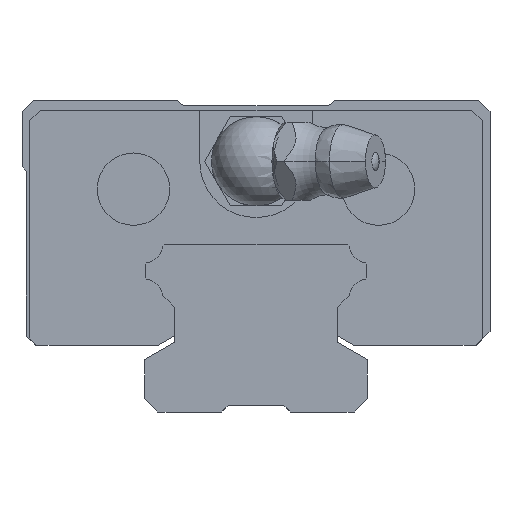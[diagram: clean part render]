
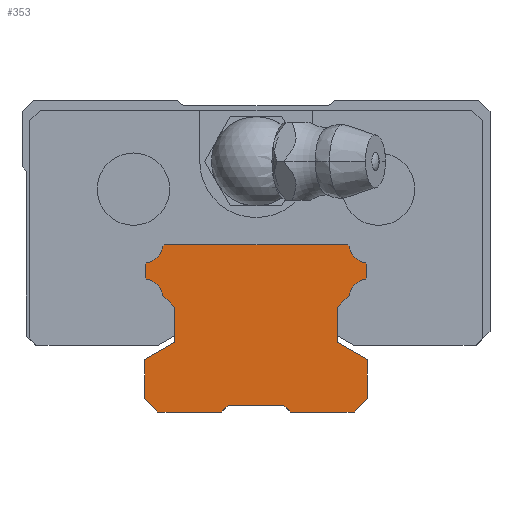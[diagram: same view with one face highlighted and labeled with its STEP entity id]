
A CAD part, front view. The second image highlights one B-rep face of the part: STEP entity #353.
In plain terms, the highlighted planar face has unit normal (0, -1, 0).
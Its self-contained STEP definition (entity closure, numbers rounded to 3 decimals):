
#353=ADVANCED_FACE('',(#748),#749,.T.);
#748=FACE_OUTER_BOUND('',#1220,.T.);
#749=PLANE('',#1221);
#1220=EDGE_LOOP('',(#2684,#2685,#2686,#2687,#2688,#2689,#2690,#2691,#2692,#2693,#2694,#2695,#2696,#2697,#2698,#2699,#2700,#2701,#2702,#2703,#2704,#2705,#2706,#2707,#2708,#2709,#2710,#2711));
#1221=AXIS2_PLACEMENT_3D('',#2712,#2713,#2714);
#2684=ORIENTED_EDGE('',*,*,#3243,.T.);
#2685=ORIENTED_EDGE('',*,*,#3280,.T.);
#2686=ORIENTED_EDGE('',*,*,#3237,.T.);
#2687=ORIENTED_EDGE('',*,*,#3278,.T.);
#2688=ORIENTED_EDGE('',*,*,#3203,.F.);
#2689=ORIENTED_EDGE('',*,*,#3301,.F.);
#2690=ORIENTED_EDGE('',*,*,#3306,.T.);
#2691=ORIENTED_EDGE('',*,*,#3270,.T.);
#2692=ORIENTED_EDGE('',*,*,#3252,.T.);
#2693=ORIENTED_EDGE('',*,*,#3299,.F.);
#2694=ORIENTED_EDGE('',*,*,#3292,.T.);
#2695=ORIENTED_EDGE('',*,*,#3227,.F.);
#2696=ORIENTED_EDGE('',*,*,#3307,.F.);
#2697=ORIENTED_EDGE('',*,*,#3223,.F.);
#2698=ORIENTED_EDGE('',*,*,#3308,.F.);
#2699=ORIENTED_EDGE('',*,*,#3289,.F.);
#2700=ORIENTED_EDGE('',*,*,#3272,.F.);
#2701=ORIENTED_EDGE('',*,*,#3296,.F.);
#2702=ORIENTED_EDGE('',*,*,#3309,.T.);
#2703=ORIENTED_EDGE('',*,*,#3231,.F.);
#2704=ORIENTED_EDGE('',*,*,#3310,.T.);
#2705=ORIENTED_EDGE('',*,*,#3211,.F.);
#2706=ORIENTED_EDGE('',*,*,#3282,.F.);
#2707=ORIENTED_EDGE('',*,*,#3207,.F.);
#2708=ORIENTED_EDGE('',*,*,#3304,.F.);
#2709=ORIENTED_EDGE('',*,*,#3286,.T.);
#2710=ORIENTED_EDGE('',*,*,#3219,.T.);
#2711=ORIENTED_EDGE('',*,*,#3311,.F.);
#2712=CARTESIAN_POINT('',(10.145,-110.0,14.545));
#2713=DIRECTION('',(0.0,-1.0,0.0));
#2714=DIRECTION('',(0.0,0.0,-1.0));
#3203=EDGE_CURVE('',#3971,#3972,#3973,.T.);
#3207=EDGE_CURVE('',#3979,#3980,#3981,.T.);
#3211=EDGE_CURVE('',#3987,#3988,#3989,.T.);
#3219=EDGE_CURVE('',#3999,#4000,#4001,.T.);
#3223=EDGE_CURVE('',#4007,#4008,#4009,.T.);
#3227=EDGE_CURVE('',#4015,#4016,#4017,.T.);
#3231=EDGE_CURVE('',#4023,#4024,#4025,.T.);
#3237=EDGE_CURVE('',#4033,#4034,#4035,.T.);
#3243=EDGE_CURVE('',#4046,#4044,#4047,.T.);
#3252=EDGE_CURVE('',#4062,#4060,#4063,.T.);
#3270=EDGE_CURVE('',#4086,#4062,#4087,.T.);
#3272=EDGE_CURVE('',#4089,#4090,#4091,.T.);
#3278=EDGE_CURVE('',#4034,#3972,#4100,.T.);
#3280=EDGE_CURVE('',#4044,#4033,#4102,.T.);
#3282=EDGE_CURVE('',#3980,#3987,#4104,.T.);
#3286=EDGE_CURVE('',#4108,#3999,#4109,.T.);
#3289=EDGE_CURVE('',#4090,#4113,#4114,.T.);
#3292=EDGE_CURVE('',#4118,#4016,#4119,.T.);
#3296=EDGE_CURVE('',#4124,#4089,#4125,.T.);
#3299=EDGE_CURVE('',#4118,#4060,#4129,.T.);
#3301=EDGE_CURVE('',#4131,#3971,#4132,.T.);
#3304=EDGE_CURVE('',#4108,#3979,#4136,.T.);
#3306=EDGE_CURVE('',#4131,#4086,#4138,.T.);
#3307=EDGE_CURVE('',#4008,#4015,#4139,.T.);
#3308=EDGE_CURVE('',#4113,#4007,#4140,.T.);
#3309=EDGE_CURVE('',#4124,#4024,#4141,.T.);
#3310=EDGE_CURVE('',#4023,#3988,#4142,.T.);
#3311=EDGE_CURVE('',#4046,#4000,#4143,.T.);
#3971=VERTEX_POINT('',#5217);
#3972=VERTEX_POINT('',#5218);
#3973=LINE('',#5219,#5220);
#3979=VERTEX_POINT('',#5229);
#3980=VERTEX_POINT('',#5230);
#3981=CIRCLE('',#5231,1.8);
#3987=VERTEX_POINT('',#5239);
#3988=VERTEX_POINT('',#5240);
#3989=LINE('',#5241,#5242);
#3999=VERTEX_POINT('',#5255);
#4000=VERTEX_POINT('',#5256);
#4001=LINE('',#5257,#5258);
#4007=VERTEX_POINT('',#5267);
#4008=VERTEX_POINT('',#5268);
#4009=LINE('',#5269,#5270);
#4015=VERTEX_POINT('',#5279);
#4016=VERTEX_POINT('',#5280);
#4017=LINE('',#5281,#5282);
#4023=VERTEX_POINT('',#5291);
#4024=VERTEX_POINT('',#5292);
#4025=CIRCLE('',#5293,1.8);
#4033=VERTEX_POINT('',#5303);
#4034=VERTEX_POINT('',#5304);
#4035=LINE('',#5305,#5306);
#4044=VERTEX_POINT('',#5319);
#4046=VERTEX_POINT('',#5322);
#4047=LINE('',#5323,#5324);
#4060=VERTEX_POINT('',#5342);
#4062=VERTEX_POINT('',#5345);
#4063=LINE('',#5346,#5347);
#4086=VERTEX_POINT('',#5375);
#4087=LINE('',#5376,#5377);
#4089=VERTEX_POINT('',#5380);
#4090=VERTEX_POINT('',#5381);
#4091=LINE('',#5382,#5383);
#4100=LINE('',#5395,#5396);
#4102=LINE('',#5399,#5400);
#4104=LINE('',#5403,#5404);
#4108=VERTEX_POINT('',#5410);
#4109=LINE('',#5411,#5412);
#4113=VERTEX_POINT('',#5418);
#4114=CIRCLE('',#5419,1.8);
#4118=VERTEX_POINT('',#5424);
#4119=LINE('',#5425,#5426);
#4124=VERTEX_POINT('',#5434);
#4125=LINE('',#5435,#5436);
#4129=LINE('',#5442,#5443);
#4131=VERTEX_POINT('',#5446);
#4132=LINE('',#5447,#5448);
#4136=LINE('',#5454,#5455);
#4138=LINE('',#5458,#5459);
#4139=LINE('',#5460,#5461);
#4140=LINE('',#5462,#5463);
#4141=LINE('',#5464,#5465);
#4142=LINE('',#5466,#5467);
#4143=CIRCLE('',#5468,1.8);
#5217=CARTESIAN_POINT('',(-8.8,-110.0,-0.6));
#5218=CARTESIAN_POINT('',(-10.0,-110.0,0.6));
#5219=CARTESIAN_POINT('',(-8.8,-110.0,-0.6));
#5220=VECTOR('',#6082,1000.0);
#5229=CARTESIAN_POINT('',(-9.832,-110.0,12.772));
#5230=CARTESIAN_POINT('',(-8.372,-110.0,14.232));
#5231=AXIS2_PLACEMENT_3D('',#6086,#6087,#6088);
#5239=CARTESIAN_POINT('',(-8.204,-110.0,14.4));
#5240=CARTESIAN_POINT('',(8.204,-110.0,14.4));
#5241=CARTESIAN_POINT('',(10.145,-110.0,14.4));
#5242=VECTOR('',#6094,1000.0);
#5255=CARTESIAN_POINT('',(-9.93,-110.0,11.426));
#5256=CARTESIAN_POINT('',(-9.832,-110.0,11.328));
#5257=CARTESIAN_POINT('',(-9.93,-110.0,11.426));
#5258=VECTOR('',#6110,1000.0);
#5267=CARTESIAN_POINT('',(7.3,-110.0,8.796));
#5268=CARTESIAN_POINT('',(7.3,-110.0,5.659));
#5269=CARTESIAN_POINT('',(7.3,-110.0,6.236));
#5270=VECTOR('',#6114,1000.0);
#5279=CARTESIAN_POINT('',(10.0,-110.0,4.1));
#5280=CARTESIAN_POINT('',(10.0,-110.0,0.6));
#5281=CARTESIAN_POINT('',(10.0,-110.0,4.1));
#5282=VECTOR('',#6118,1000.0);
#5291=CARTESIAN_POINT('',(8.372,-110.0,14.232));
#5292=CARTESIAN_POINT('',(9.832,-110.0,12.772));
#5293=AXIS2_PLACEMENT_3D('',#6122,#6123,#6124);
#5303=CARTESIAN_POINT('',(-7.3,-110.0,5.659));
#5304=CARTESIAN_POINT('',(-10.0,-110.0,4.1));
#5305=CARTESIAN_POINT('',(-7.3,-110.0,5.659));
#5306=VECTOR('',#6136,1000.0);
#5319=CARTESIAN_POINT('',(-7.3,-110.0,8.796));
#5322=CARTESIAN_POINT('',(-8.372,-110.0,9.868));
#5323=CARTESIAN_POINT('',(-8.372,-110.0,9.868));
#5324=VECTOR('',#6142,1000.0);
#5342=CARTESIAN_POINT('',(3.1,-110.0,-0.6));
#5345=CARTESIAN_POINT('',(2.5,-110.0,0.0));
#5346=CARTESIAN_POINT('',(2.5,-110.0,0.0));
#5347=VECTOR('',#6155,1000.0);
#5375=CARTESIAN_POINT('',(-2.5,-110.0,0.0));
#5376=CARTESIAN_POINT('',(-2.5,-110.0,0.0));
#5377=VECTOR('',#6197,1000.0);
#5380=CARTESIAN_POINT('',(9.93,-110.0,11.426));
#5381=CARTESIAN_POINT('',(9.832,-110.0,11.328));
#5382=CARTESIAN_POINT('',(9.93,-110.0,11.426));
#5383=VECTOR('',#6199,1000.0);
#5395=CARTESIAN_POINT('',(-10.0,-110.0,4.1));
#5396=VECTOR('',#6209,1000.0);
#5399=CARTESIAN_POINT('',(-7.3,-110.0,6.236));
#5400=VECTOR('',#6211,1000.0);
#5403=CARTESIAN_POINT('',(-8.372,-110.0,14.232));
#5404=VECTOR('',#6213,1000.0);
#5410=CARTESIAN_POINT('',(-9.93,-110.0,12.674));
#5411=CARTESIAN_POINT('',(-9.93,-110.0,12.674));
#5412=VECTOR('',#6219,1000.0);
#5418=CARTESIAN_POINT('',(8.372,-110.0,9.868));
#5419=AXIS2_PLACEMENT_3D('',#6222,#6223,#6224);
#5424=CARTESIAN_POINT('',(8.8,-110.0,-0.6));
#5425=CARTESIAN_POINT('',(8.8,-110.0,-0.6));
#5426=VECTOR('',#6229,1000.0);
#5434=CARTESIAN_POINT('',(9.93,-110.0,12.674));
#5435=CARTESIAN_POINT('',(9.93,-110.0,12.674));
#5436=VECTOR('',#6233,1000.0);
#5442=CARTESIAN_POINT('',(8.8,-110.0,-0.6));
#5443=VECTOR('',#6236,1000.0);
#5446=CARTESIAN_POINT('',(-3.1,-110.0,-0.6));
#5447=CARTESIAN_POINT('',(-3.1,-110.0,-0.6));
#5448=VECTOR('',#6238,1000.0);
#5454=CARTESIAN_POINT('',(-9.93,-110.0,12.674));
#5455=VECTOR('',#6241,1000.0);
#5458=CARTESIAN_POINT('',(-3.1,-110.0,-0.6));
#5459=VECTOR('',#6243,1000.0);
#5460=CARTESIAN_POINT('',(7.3,-110.0,5.659));
#5461=VECTOR('',#6244,1000.0);
#5462=CARTESIAN_POINT('',(8.372,-110.0,9.868));
#5463=VECTOR('',#6245,1000.0);
#5464=CARTESIAN_POINT('',(9.93,-110.0,12.674));
#5465=VECTOR('',#6246,1000.0);
#5466=CARTESIAN_POINT('',(8.372,-110.0,14.232));
#5467=VECTOR('',#6247,1000.0);
#5468=AXIS2_PLACEMENT_3D('',#6248,#6249,#6250);
#6082=DIRECTION('',(-0.707,0.0,0.707));
#6086=CARTESIAN_POINT('',(-10.145,-110.0,14.545));
#6087=DIRECTION('',(0.0,-1.0,0.0));
#6088=DIRECTION('',(1.0,0.0,0.0));
#6094=DIRECTION('',(1.0,0.0,0.0));
#6110=DIRECTION('',(0.707,0.0,-0.707));
#6114=DIRECTION('',(0.0,0.0,-1.0));
#6118=DIRECTION('',(0.0,0.0,-1.0));
#6122=CARTESIAN_POINT('',(10.145,-110.0,14.545));
#6123=DIRECTION('',(0.0,-1.0,0.0));
#6124=DIRECTION('',(1.0,0.0,0.0));
#6136=DIRECTION('',(-0.866,0.0,-0.5));
#6142=DIRECTION('',(0.707,0.0,-0.707));
#6155=DIRECTION('',(0.707,0.0,-0.707));
#6197=DIRECTION('',(1.0,0.0,0.0));
#6199=DIRECTION('',(-0.707,0.0,-0.707));
#6209=DIRECTION('',(0.0,0.0,-1.0));
#6211=DIRECTION('',(0.0,0.0,-1.0));
#6213=DIRECTION('',(0.707,0.0,0.707));
#6219=DIRECTION('',(0.0,0.0,-1.0));
#6222=CARTESIAN_POINT('',(10.145,-110.0,9.555));
#6223=DIRECTION('',(0.0,-1.0,0.0));
#6224=DIRECTION('',(1.0,0.0,0.0));
#6229=DIRECTION('',(0.707,0.0,0.707));
#6233=DIRECTION('',(0.0,0.0,-1.0));
#6236=DIRECTION('',(-1.0,0.0,0.0));
#6238=DIRECTION('',(-1.0,0.0,0.0));
#6241=DIRECTION('',(0.707,0.0,0.707));
#6243=DIRECTION('',(0.707,0.0,0.707));
#6244=DIRECTION('',(0.866,0.0,-0.5));
#6245=DIRECTION('',(-0.707,0.0,-0.707));
#6246=DIRECTION('',(-0.707,0.0,0.707));
#6247=DIRECTION('',(-0.707,0.0,0.707));
#6248=CARTESIAN_POINT('',(-10.145,-110.0,9.555));
#6249=DIRECTION('',(0.0,-1.0,0.0));
#6250=DIRECTION('',(1.0,0.0,0.0));
